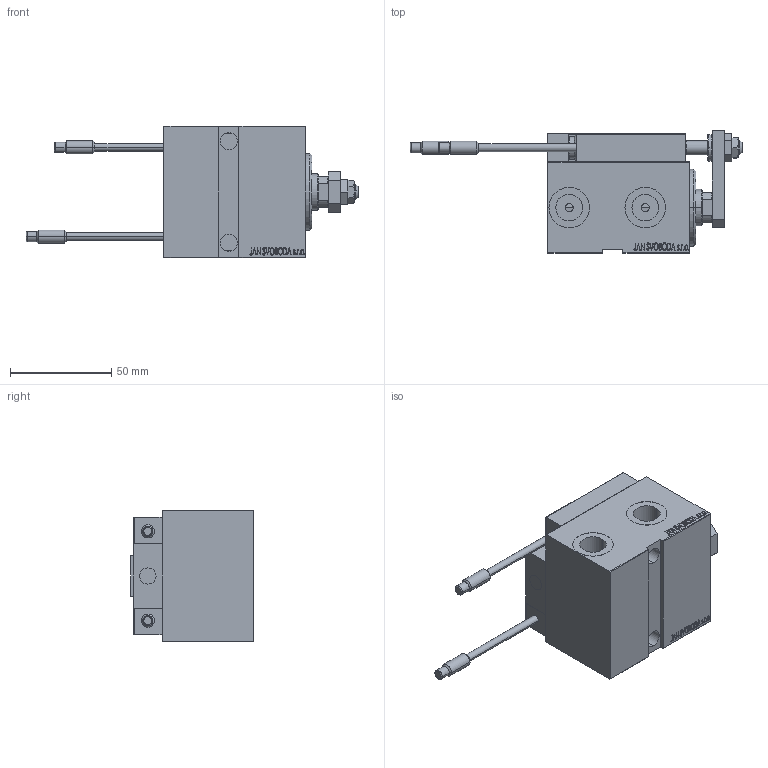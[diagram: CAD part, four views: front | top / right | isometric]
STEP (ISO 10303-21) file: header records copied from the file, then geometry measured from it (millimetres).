
FILE_DESCRIPTION (( 'STEP AP203' ), '1' );
FILE_NAME ('34d2.STEP', '2021-03-19T15:03:14', ( '' ), ( '' ), 'SwSTEP 2.0', 'SolidWorks 2019', '' );
FILE_SCHEMA (( 'CONFIG_CONTROL_DESIGN' ));
Length unit declared in the file: millimetre
Products named in the file (16): ALLEN BOLT D8 0c24e8d17035cb9d149a7fb1107ef1d9; 34d2; SWITCH_X_FRONT_BACK 0c24e8d17035cb9d149a7fb1107ef1d9; SWITCH DIM B,W 0c24e8d17035cb9d149a7fb1107ef1d9; V450CM_E 0c24e8d17035cb9d149a7fb1107ef1d9; SWITCH X 0c24e8d17035cb9d149a7fb1107ef1d9; Block 0c24e8d17035cb9d149a7fb1107ef1d9; TYC_L79 0c24e8d17035cb9d149a7fb1107ef1d9; MAGNET 0c24e8d17035cb9d149a7fb1107ef1d9; V450CM_VC_B 0c24e8d17035cb9d149a7fb1107ef1d9; ZARAZKA 0c24e8d17035cb9d149a7fb1107ef1d9; KONCOVKA_Y 0c24e8d17035cb9d149a7fb1107ef1d9; ALLEN BOLT D5 0c24e8d17035cb9d149a7fb1107ef1d9; NUT_D12 0c24e8d17035cb9d149a7fb1107ef1d9; V450CM_E_VCP 0c24e8d17035cb9d149a7fb1107ef1d9; NUT_D10 0c24e8d17035cb9d149a7fb1107ef1d9
Assembly tree (25 placements, depth 3):
  34d2
    V450CM_E 0c24e8d17035cb9d149a7fb1107ef1d9
    V450CM_E_VCP 0c24e8d17035cb9d149a7fb1107ef1d9
    V450CM_VC_B 0c24e8d17035cb9d149a7fb1107ef1d9
    SWITCH X 0c24e8d17035cb9d149a7fb1107ef1d9
      SWITCH_X_FRONT_BACK 0c24e8d17035cb9d149a7fb1107ef1d9  x2
      TYC_L79 0c24e8d17035cb9d149a7fb1107ef1d9
      Block 0c24e8d17035cb9d149a7fb1107ef1d9  x2
      ALLEN BOLT D5 0c24e8d17035cb9d149a7fb1107ef1d9  x4
      ALLEN BOLT D8 0c24e8d17035cb9d149a7fb1107ef1d9  x4
      MAGNET 0c24e8d17035cb9d149a7fb1107ef1d9  x2
      KONCOVKA_Y 0c24e8d17035cb9d149a7fb1107ef1d9  x2
    SWITCH DIM B,W 0c24e8d17035cb9d149a7fb1107ef1d9
    ZARAZKA 0c24e8d17035cb9d149a7fb1107ef1d9
    NUT_D10 0c24e8d17035cb9d149a7fb1107ef1d9
    NUT_D12 0c24e8d17035cb9d149a7fb1107ef1d9
Bounding box: 163.7 x 60.5 x 65 mm (x, y, z)
Volume: 232439.1 mm3; surface area: 66500.7 mm2
Topology: 24 solids, 24 shells, 1325 faces, 3172 edges, 2022 vertices
Faces by surface type: plane 576, bspline 380, cylinder 196, cone 121, torus 48, sphere 4
Entity records: 50853 total; most frequent: CARTESIAN_POINT 25738, ORIENTED_EDGE 5320, DIRECTION 3603, EDGE_CURVE 2660, VERTEX_POINT 1734, LINE 1529, VECTOR 1529, EDGE_LOOP 1224
